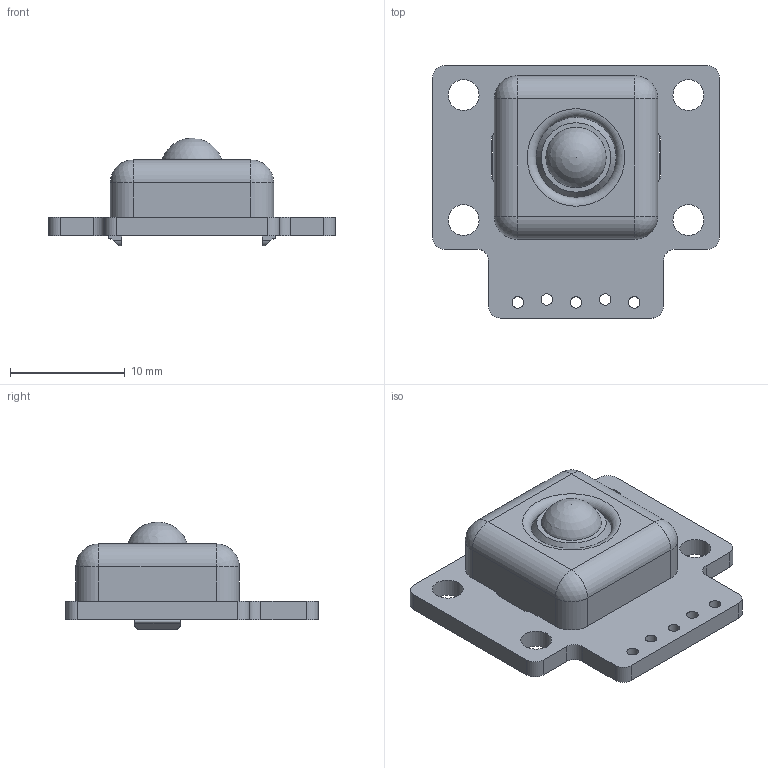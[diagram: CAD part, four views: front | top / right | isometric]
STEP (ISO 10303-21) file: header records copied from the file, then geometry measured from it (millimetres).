
FILE_DESCRIPTION(/* description */ (''),/* implementation_level */ '2;1');
FILE_NAME(/* name */ 'PIM447 v1.step',/* time_stamp */ '2022-09-18T10:48:04+02:00',/* author */ (''),/* organization */ (''),/* preprocessor_version */ 'ST-DEVELOPER v19',/* originating_system */ 'Autodesk Translation Framework v11.7.0.108',/* authorisation */ '');
FILE_SCHEMA (('AUTOMOTIVE_DESIGN { 1 0 10303 214 3 1 1 }'));
Length unit declared in the file: millimetre
Products named in the file (5): PIM447; PIM447 PCB; Cover; Ball; Shroud
Assembly tree (4 placements, depth 3):
  PIM447
    PIM447 PCB
    Cover
    Ball
      Shroud
Bounding box: 25 x 22 x 9.4 mm (x, y, z)
Volume: 1157 mm3; surface area: 2087.3 mm2
Topology: 4 solids, 4 shells, 93 faces, 236 edges, 149 vertices
Faces by surface type: cylinder 45, plane 36, sphere 9, cone 2, torus 1
Full cylindrical faces by diameter (mm): 1 x5, 2.7 x4, 5.25 x1, 7 x1
Entity records: 3024 total; most frequent: DIRECTION 535, CARTESIAN_POINT 485, ORIENTED_EDGE 468, EDGE_CURVE 234, AXIS2_PLACEMENT_3D 199, VERTEX_POINT 149, LINE 137, VECTOR 137
